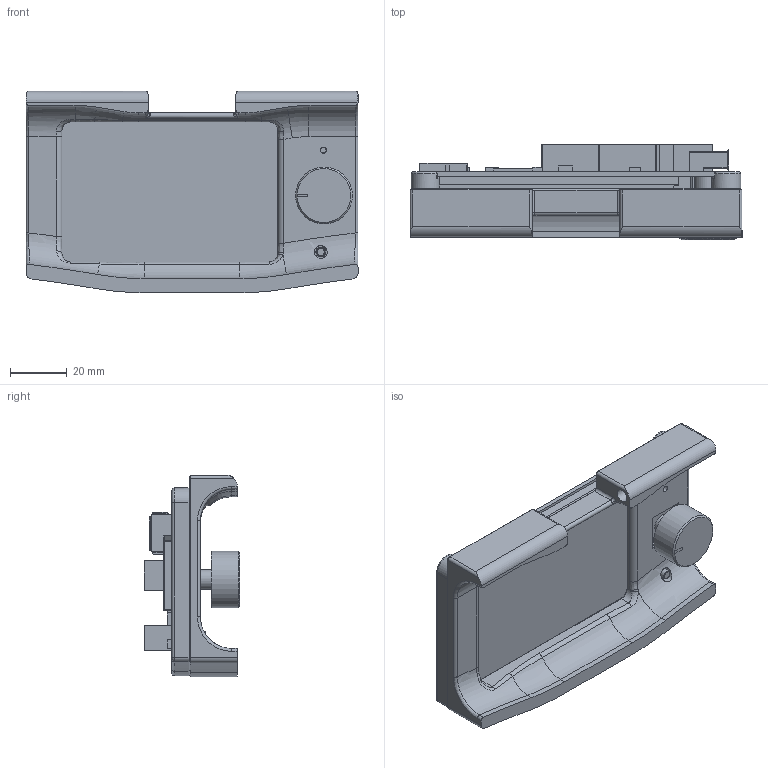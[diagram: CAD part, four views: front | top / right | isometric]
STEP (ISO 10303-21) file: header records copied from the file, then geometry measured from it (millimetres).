
FILE_DESCRIPTION(/* description */ (''),/* implementation_level */ '2;1');
FILE_NAME(/* name */ 'BTT TFT35 V3.0 LCD Mount.step',/* time_stamp */ '2021-11-02T17:47:47-07:00',/* author */ (''),/* organization */ (''),/* preprocessor_version */ 'ST-DEVELOPER v18.1',/* originating_system */ 'Autodesk Translation Framework v10.10.0.1391',/* authorisation */ '');
FILE_SCHEMA (('AUTOMOTIVE_DESIGN { 1 0 10303 214 3 1 1 }'));
Length unit declared in the file: millimetre
Products named in the file (7): BTT TFT35 V3.0 LCD Mount; TFT 3.5 V3 +WIFI_Vìchoz¡; KONEKTOR TFT35 PIN5_Vìchoz¡; KONEKTOR TFT35 PIN3_Vìchoz¡; KONEKTOR TFT35 PIN2_Vìchoz¡; LCD Case Front; Component7
Assembly tree (10 placements, depth 2):
  BTT TFT35 V3.0 LCD Mount
    TFT 3.5 V3 +WIFI_Vìchoz¡
    KONEKTOR TFT35 PIN5_Vìchoz¡  x2
    KONEKTOR TFT35 PIN3_Vìchoz¡  x4
    KONEKTOR TFT35 PIN2_Vìchoz¡
    LCD Case Front
    Component7
Bounding box: 117 x 33.7 x 71 mm (x, y, z)
Volume: 79561.7 mm3; surface area: 52091.9 mm2
Topology: 4 solids, 4 shells, 917 faces, 2727 edges, 1961 vertices
Faces by surface type: plane 645, cylinder 182, torus 47, bspline 20, cone 18, sphere 5
Full cylindrical faces by diameter (mm): 1.95 x1, 2.15 x1, 2.8 x4, 3.2 x2, 3.3 x8, 4.5 x1, 4.7 x2, 6.8 x1, 9.1 x1, 18.8 x1, 20 x1
Entity records: 34905 total; most frequent: CARTESIAN_POINT 9390, ORIENTED_EDGE 5444, DIRECTION 4763, EDGE_CURVE 2722, LINE 1989, VECTOR 1989, VERTEX_POINT 1961, AXIS2_PLACEMENT_3D 1387
